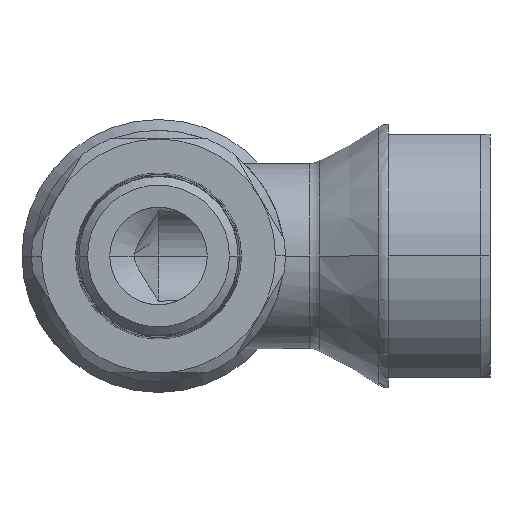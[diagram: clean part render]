
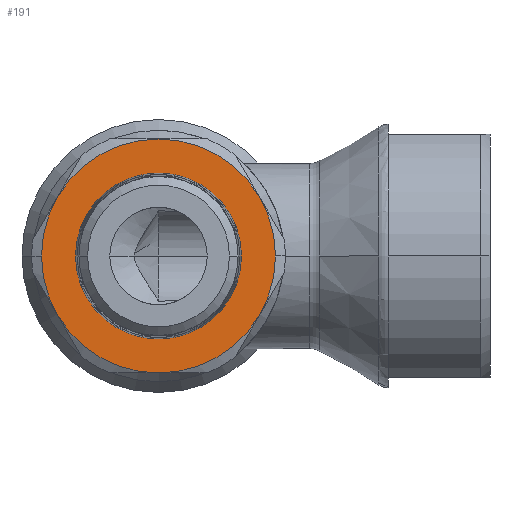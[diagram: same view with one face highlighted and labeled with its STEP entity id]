
A CAD part, front view. The second image highlights one B-rep face of the part: STEP entity #191.
In plain terms, the highlighted planar face has unit normal (0, -1, 0).
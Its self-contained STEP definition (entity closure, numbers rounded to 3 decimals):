
#191=ADVANCED_FACE('',(#497,#498),#499,.T.);
#497=FACE_OUTER_BOUND('',#804,.T.);
#498=FACE_BOUND('',#805,.T.);
#499=PLANE('',#806);
#804=EDGE_LOOP('',(#1938,#1939,#1940,#1941,#1942,#1943,#1944,#1945));
#805=EDGE_LOOP('',(#1946,#1947));
#806=AXIS2_PLACEMENT_3D('',#1948,#1949,#1950);
#1938=ORIENTED_EDGE('',*,*,#2251,.F.);
#1939=ORIENTED_EDGE('',*,*,#2248,.F.);
#1940=ORIENTED_EDGE('',*,*,#2245,.F.);
#1941=ORIENTED_EDGE('',*,*,#2094,.F.);
#1942=ORIENTED_EDGE('',*,*,#2243,.F.);
#1943=ORIENTED_EDGE('',*,*,#2259,.F.);
#1944=ORIENTED_EDGE('',*,*,#2088,.F.);
#1945=ORIENTED_EDGE('',*,*,#2254,.F.);
#1946=ORIENTED_EDGE('',*,*,#2071,.T.);
#1947=ORIENTED_EDGE('',*,*,#2274,.T.);
#1948=CARTESIAN_POINT('',(-5.375,12.2,0.0));
#1949=DIRECTION('',(0.0,-1.0,0.0));
#1950=DIRECTION('',(1.0,0.0,0.0));
#2071=EDGE_CURVE('',#2516,#2520,#2522,.T.);
#2088=EDGE_CURVE('',#2552,#2555,#2556,.T.);
#2094=EDGE_CURVE('',#2565,#2561,#2567,.T.);
#2243=EDGE_CURVE('',#2808,#2565,#2810,.T.);
#2245=EDGE_CURVE('',#2561,#2812,#2813,.T.);
#2248=EDGE_CURVE('',#2812,#2816,#2817,.T.);
#2251=EDGE_CURVE('',#2816,#2820,#2821,.T.);
#2254=EDGE_CURVE('',#2820,#2552,#2824,.T.);
#2259=EDGE_CURVE('',#2555,#2808,#2829,.T.);
#2274=EDGE_CURVE('',#2520,#2516,#2846,.T.);
#2516=VERTEX_POINT('',#3223);
#2520=VERTEX_POINT('',#3228);
#2522=CIRCLE('',#3231,8.512);
#2552=VERTEX_POINT('',#3289);
#2555=VERTEX_POINT('',#3293);
#2556=CIRCLE('',#3294,12.0);
#2561=VERTEX_POINT('',#3310);
#2565=VERTEX_POINT('',#3315);
#2567=CIRCLE('',#3328,12.0);
#2808=VERTEX_POINT('',#3789);
#2810=CIRCLE('',#3802,12.0);
#2812=VERTEX_POINT('',#3815);
#2813=CIRCLE('',#3816,12.0);
#2816=VERTEX_POINT('',#3841);
#2817=CIRCLE('',#3842,12.0);
#2820=VERTEX_POINT('',#3867);
#2821=CIRCLE('',#3868,12.0);
#2824=CIRCLE('',#3893,12.0);
#2829=CIRCLE('',#3942,12.0);
#2846=CIRCLE('',#4047,8.512);
#3223=CARTESIAN_POINT('',(8.512,12.2,0.0));
#3228=CARTESIAN_POINT('',(-8.512,12.2,0.));
#3231=AXIS2_PLACEMENT_3D('',#4348,#4349,#4350);
#3289=CARTESIAN_POINT('',(12.0,12.2,0.));
#3293=CARTESIAN_POINT('',(10.392,12.2,-6.0));
#3294=AXIS2_PLACEMENT_3D('',#4379,#4380,#4381);
#3310=CARTESIAN_POINT('',(-12.0,12.2,0.));
#3315=CARTESIAN_POINT('',(-10.392,12.2,-6.0));
#3328=AXIS2_PLACEMENT_3D('',#4389,#4390,#4391);
#3789=CARTESIAN_POINT('',(0.0,12.2,-12.0));
#3802=AXIS2_PLACEMENT_3D('',#4711,#4712,#4713);
#3815=CARTESIAN_POINT('',(-10.392,12.2,6.0));
#3816=AXIS2_PLACEMENT_3D('',#4714,#4715,#4716);
#3841=CARTESIAN_POINT('',(0.,12.2,12.0));
#3842=AXIS2_PLACEMENT_3D('',#4717,#4718,#4719);
#3867=CARTESIAN_POINT('',(10.392,12.2,6.0));
#3868=AXIS2_PLACEMENT_3D('',#4720,#4721,#4722);
#3893=AXIS2_PLACEMENT_3D('',#4723,#4724,#4725);
#3942=AXIS2_PLACEMENT_3D('',#4726,#4727,#4728);
#4047=AXIS2_PLACEMENT_3D('',#4747,#4748,#4749);
#4348=CARTESIAN_POINT('',(0.0,12.2,0.0));
#4349=DIRECTION('',(-0.0,1.0,0.0));
#4350=DIRECTION('',(1.0,0.0,0.0));
#4379=CARTESIAN_POINT('',(0.0,12.2,0.0));
#4380=DIRECTION('',(-0.0,1.0,0.0));
#4381=DIRECTION('',(1.0,0.0,0.0));
#4389=CARTESIAN_POINT('',(0.0,12.2,0.0));
#4390=DIRECTION('',(-0.0,1.0,0.0));
#4391=DIRECTION('',(1.0,0.0,0.0));
#4711=CARTESIAN_POINT('',(0.0,12.2,0.0));
#4712=DIRECTION('',(-0.0,1.0,0.0));
#4713=DIRECTION('',(1.0,0.0,0.0));
#4714=CARTESIAN_POINT('',(0.0,12.2,0.0));
#4715=DIRECTION('',(-0.0,1.0,0.0));
#4716=DIRECTION('',(1.0,0.0,0.0));
#4717=CARTESIAN_POINT('',(0.0,12.2,0.0));
#4718=DIRECTION('',(-0.0,1.0,0.0));
#4719=DIRECTION('',(1.0,0.0,0.0));
#4720=CARTESIAN_POINT('',(0.0,12.2,0.0));
#4721=DIRECTION('',(-0.0,1.0,0.0));
#4722=DIRECTION('',(1.0,0.0,0.0));
#4723=CARTESIAN_POINT('',(0.0,12.2,0.0));
#4724=DIRECTION('',(-0.0,1.0,0.0));
#4725=DIRECTION('',(1.0,0.0,0.0));
#4726=CARTESIAN_POINT('',(0.0,12.2,0.0));
#4727=DIRECTION('',(-0.0,1.0,0.0));
#4728=DIRECTION('',(1.0,0.0,0.0));
#4747=CARTESIAN_POINT('',(0.0,12.2,0.0));
#4748=DIRECTION('',(-0.0,1.0,0.0));
#4749=DIRECTION('',(1.0,0.0,0.0));
